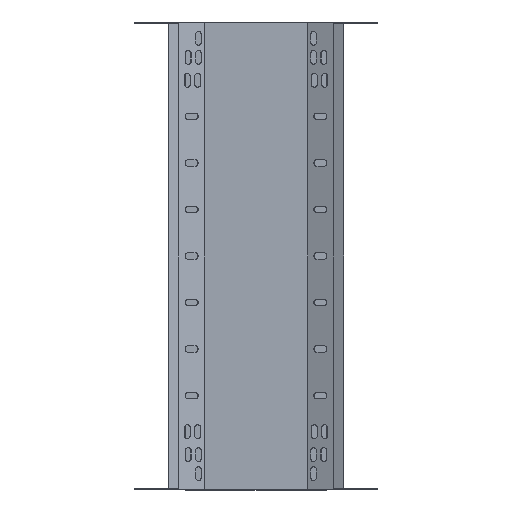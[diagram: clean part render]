
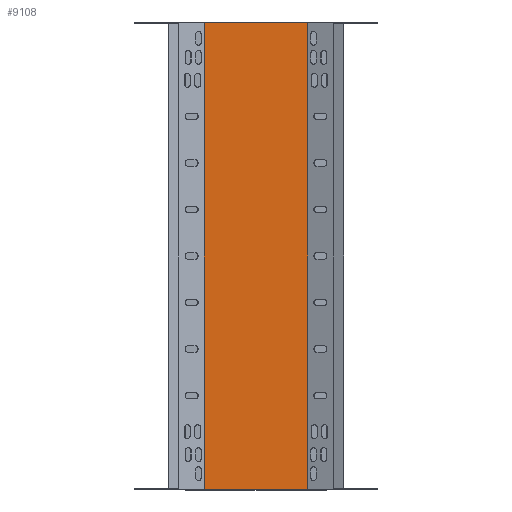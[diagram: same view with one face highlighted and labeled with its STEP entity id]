
A CAD part, front view. The second image highlights one B-rep face of the part: STEP entity #9108.
In plain terms, the highlighted planar face has unit normal (0, -1, 0).
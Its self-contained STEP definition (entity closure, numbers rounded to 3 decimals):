
#330 = PLANE ( 'NONE',  #7115 ) ;
#541 = VECTOR ( 'NONE', #2089, 1000. ) ;
#984 = LINE ( 'NONE', #1977, #7173 ) ;
#1479 = ORIENTED_EDGE ( 'NONE', *, *, #8766, .F. ) ;
#1639 = FACE_OUTER_BOUND ( 'NONE', #1761, .T. ) ;
#1716 = ORIENTED_EDGE ( 'NONE', *, *, #9780, .T. ) ;
#1761 = EDGE_LOOP ( 'NONE', ( #1479, #5775, #1716, #8181 ) ) ;
#1977 = CARTESIAN_POINT ( 'NONE',  ( -56.881, -101., -250.8 ) ) ;
#2089 = DIRECTION ( 'NONE',  ( -1., 0., 0. ) ) ;
#2735 = DIRECTION ( 'NONE',  ( 0., -1., 0. ) ) ;
#2785 = EDGE_CURVE ( 'NONE', #7671, #5649, #984, .T. ) ;
#3516 = CARTESIAN_POINT ( 'NONE',  ( 56.881, -101., 250.8 ) ) ;
#4635 = LINE ( 'NONE', #6800, #8933 ) ;
#5157 = CARTESIAN_POINT ( 'NONE',  ( -55.75, -101., -249. ) ) ;
#5196 = CARTESIAN_POINT ( 'NONE',  ( -55.75, -101., -250.8 ) ) ;
#5582 = VERTEX_POINT ( 'NONE', #6412 ) ;
#5649 = VERTEX_POINT ( 'NONE', #8110 ) ;
#5775 = ORIENTED_EDGE ( 'NONE', *, *, #2785, .T. ) ;
#5909 = CARTESIAN_POINT ( 'NONE',  ( 55.75, -101., 250.8 ) ) ;
#5963 = LINE ( 'NONE', #6268, #9984 ) ;
#6066 = DIRECTION ( 'NONE',  ( 1., 0., 0. ) ) ;
#6268 = CARTESIAN_POINT ( 'NONE',  ( -55.75, -101., -249. ) ) ;
#6412 = CARTESIAN_POINT ( 'NONE',  ( -55.75, -101., 250.8 ) ) ;
#6800 = CARTESIAN_POINT ( 'NONE',  ( 55.75, -101., -249. ) ) ;
#6960 = LINE ( 'NONE', #3516, #541 ) ;
#7115 = AXIS2_PLACEMENT_3D ( 'NONE', #5157, #2735, #8425 ) ;
#7173 = VECTOR ( 'NONE', #6066, 1000. ) ;
#7671 = VERTEX_POINT ( 'NONE', #5196 ) ;
#7882 = DIRECTION ( 'NONE',  ( 0., 0., 1. ) ) ;
#8110 = CARTESIAN_POINT ( 'NONE',  ( 55.75, -101., -250.8 ) ) ;
#8181 = ORIENTED_EDGE ( 'NONE', *, *, #8635, .T. ) ;
#8425 = DIRECTION ( 'NONE',  ( -1., 0., 0. ) ) ;
#8635 = EDGE_CURVE ( 'NONE', #9098, #5582, #6960, .T. ) ;
#8766 = EDGE_CURVE ( 'NONE', #7671, #5582, #5963, .T. ) ;
#8933 = VECTOR ( 'NONE', #9234, 1000. ) ;
#9098 = VERTEX_POINT ( 'NONE', #5909 ) ;
#9108 = ADVANCED_FACE ( 'NONE', ( #1639 ), #330, .T. ) ;
#9234 = DIRECTION ( 'NONE',  ( 0., 0., 1. ) ) ;
#9780 = EDGE_CURVE ( 'NONE', #5649, #9098, #4635, .T. ) ;
#9984 = VECTOR ( 'NONE', #7882, 1000. ) ;
